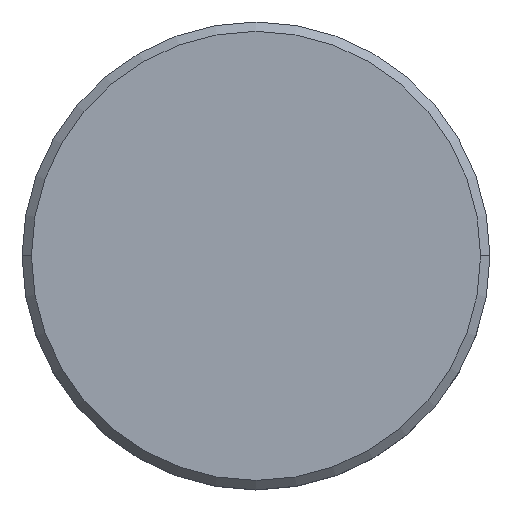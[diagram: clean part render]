
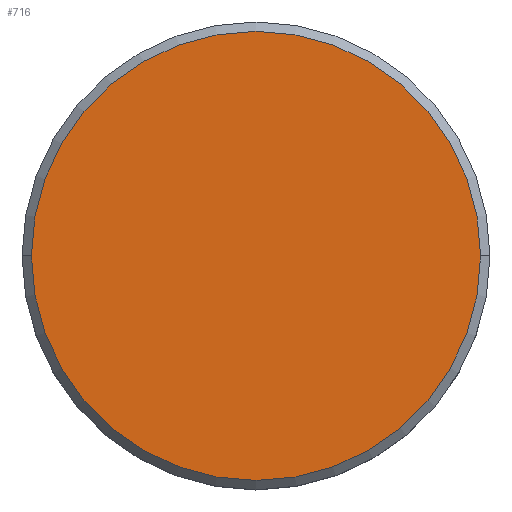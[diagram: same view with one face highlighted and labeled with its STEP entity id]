
A CAD part, top view. The second image highlights one B-rep face of the part: STEP entity #716.
In plain terms, the highlighted planar face has unit normal (0, 0, 1).
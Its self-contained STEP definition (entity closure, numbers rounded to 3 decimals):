
#159 = EDGE_CURVE ( 'NONE', #918, #669, #290, .T. ) ;
#162 = CARTESIAN_POINT ( 'NONE',  ( -12., 0., 0. ) ) ;
#179 = CIRCLE ( 'NONE', #1175, 12. ) ;
#207 = DIRECTION ( 'NONE',  ( 0., 0., 1. ) ) ;
#250 = EDGE_CURVE ( 'NONE', #669, #918, #179, .T. ) ;
#287 = CARTESIAN_POINT ( 'NONE',  ( 0., 0., 0. ) ) ;
#290 = CIRCLE ( 'NONE', #1111, 12. ) ;
#305 = EDGE_LOOP ( 'NONE', ( #655, #742 ) ) ;
#320 = DIRECTION ( 'NONE',  ( 1., 0., 0. ) ) ;
#393 = DIRECTION ( 'NONE',  ( 0., 0., 1. ) ) ;
#441 = PLANE ( 'NONE',  #755 ) ;
#465 = DIRECTION ( 'NONE',  ( 1., 0., 0. ) ) ;
#602 = DIRECTION ( 'NONE',  ( 1., 0., 0. ) ) ;
#655 = ORIENTED_EDGE ( 'NONE', *, *, #159, .T. ) ;
#669 = VERTEX_POINT ( 'NONE', #1170 ) ;
#670 = CARTESIAN_POINT ( 'NONE',  ( 0., 0., 0. ) ) ;
#716 = ADVANCED_FACE ( 'NONE', ( #812 ), #441, .T. ) ;
#742 = ORIENTED_EDGE ( 'NONE', *, *, #250, .T. ) ;
#755 = AXIS2_PLACEMENT_3D ( 'NONE', #670, #207, #465 ) ;
#812 = FACE_OUTER_BOUND ( 'NONE', #305, .T. ) ;
#918 = VERTEX_POINT ( 'NONE', #162 ) ;
#1014 = DIRECTION ( 'NONE',  ( 0., 0., 1. ) ) ;
#1056 = CARTESIAN_POINT ( 'NONE',  ( 0., 0., 0. ) ) ;
#1111 = AXIS2_PLACEMENT_3D ( 'NONE', #1056, #393, #320 ) ;
#1170 = CARTESIAN_POINT ( 'NONE',  ( 12., 0., 0. ) ) ;
#1175 = AXIS2_PLACEMENT_3D ( 'NONE', #287, #1014, #602 ) ;
